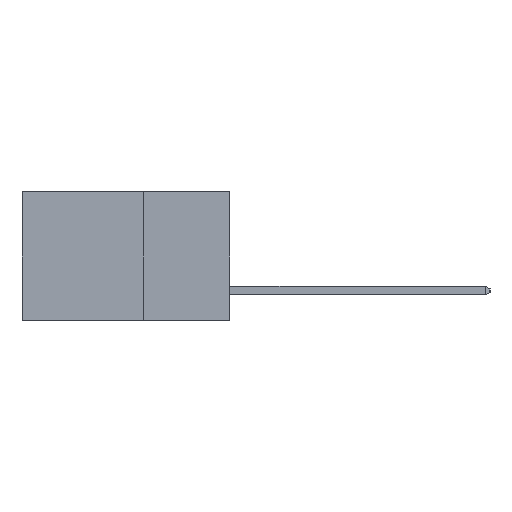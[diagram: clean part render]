
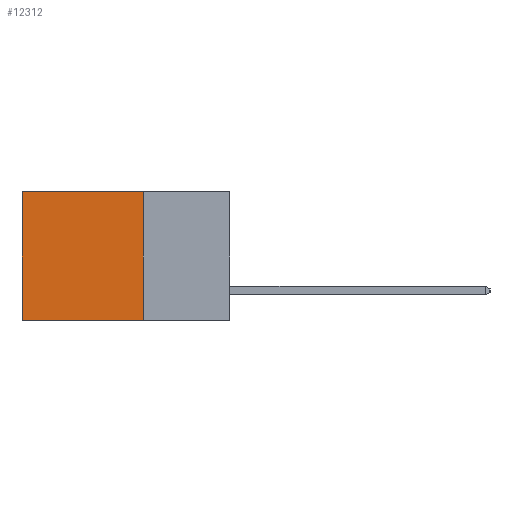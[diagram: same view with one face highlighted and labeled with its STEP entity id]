
A CAD part, left-side view. The second image highlights one B-rep face of the part: STEP entity #12312.
In plain terms, the highlighted planar face has unit normal (-1, 0, 0).
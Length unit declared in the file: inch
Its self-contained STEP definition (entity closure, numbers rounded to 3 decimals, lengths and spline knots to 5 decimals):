
#1414 = CARTESIAN_POINT ( 'NONE',  ( 0.2615, 0.25, 0. ) ) ;
#1526 = DIRECTION ( 'NONE',  ( 0., 1., 0. ) ) ;
#1970 = VERTEX_POINT ( 'NONE', #6507 ) ;
#2742 = DIRECTION ( 'NONE',  ( 0., 0., -1. ) ) ;
#2779 = DIRECTION ( 'NONE',  ( 1., 0., 0. ) ) ;
#2805 = CARTESIAN_POINT ( 'NONE',  ( 0.2615, 0.25, -0.37 ) ) ;
#2828 = PLANE ( 'NONE',  #13872 ) ;
#3477 = EDGE_LOOP ( 'NONE', ( #21760, #21976, #9123, #15882 ) ) ;
#3546 = LINE ( 'NONE', #10925, #17878 ) ;
#3613 = LINE ( 'NONE', #1414, #13726 ) ;
#4372 = FACE_OUTER_BOUND ( 'NONE', #3477, .T. ) ;
#6507 = CARTESIAN_POINT ( 'NONE',  ( 0.2615, 0.6, 0. ) ) ;
#7250 = EDGE_CURVE ( 'NONE', #23053, #1970, #3613, .T. ) ;
#7739 = VERTEX_POINT ( 'NONE', #15276 ) ;
#8330 = EDGE_CURVE ( 'NONE', #1970, #9808, #3546, .T. ) ;
#9123 = ORIENTED_EDGE ( 'NONE', *, *, #17789, .F. ) ;
#9808 = VERTEX_POINT ( 'NONE', #14865 ) ;
#10570 = DIRECTION ( 'NONE',  ( 0., 0., -1. ) ) ;
#10925 = CARTESIAN_POINT ( 'NONE',  ( 0.2615, 0.6, -0.37 ) ) ;
#12312 = ADVANCED_FACE ( 'NONE', ( #4372 ), #2828, .F. ) ;
#12636 = DIRECTION ( 'NONE',  ( 0., 1., 0. ) ) ;
#12859 = CARTESIAN_POINT ( 'NONE',  ( 0.2615, 0.25, -0.37 ) ) ;
#13726 = VECTOR ( 'NONE', #1526, 39.37008 ) ;
#13872 = AXIS2_PLACEMENT_3D ( 'NONE', #2805, #2779, #2742 ) ;
#14380 = VECTOR ( 'NONE', #17303, 39.37008 ) ;
#14389 = EDGE_CURVE ( 'NONE', #7739, #9808, #20284, .T. ) ;
#14865 = CARTESIAN_POINT ( 'NONE',  ( 0.2615, 0.6, -0.37 ) ) ;
#15276 = CARTESIAN_POINT ( 'NONE',  ( 0.2615, 0.25, -0.37 ) ) ;
#15882 = ORIENTED_EDGE ( 'NONE', *, *, #7250, .T. ) ;
#17303 = DIRECTION ( 'NONE',  ( 0., 0., -1. ) ) ;
#17789 = EDGE_CURVE ( 'NONE', #23053, #7739, #19189, .T. ) ;
#17878 = VECTOR ( 'NONE', #10570, 39.37008 ) ;
#19110 = CARTESIAN_POINT ( 'NONE',  ( 0.2615, 0.25, -0.37 ) ) ;
#19189 = LINE ( 'NONE', #19110, #14380 ) ;
#19683 = VECTOR ( 'NONE', #12636, 39.37008 ) ;
#20284 = LINE ( 'NONE', #12859, #19683 ) ;
#21760 = ORIENTED_EDGE ( 'NONE', *, *, #8330, .T. ) ;
#21976 = ORIENTED_EDGE ( 'NONE', *, *, #14389, .F. ) ;
#23053 = VERTEX_POINT ( 'NONE', #23681 ) ;
#23681 = CARTESIAN_POINT ( 'NONE',  ( 0.2615, 0.25, 0. ) ) ;
